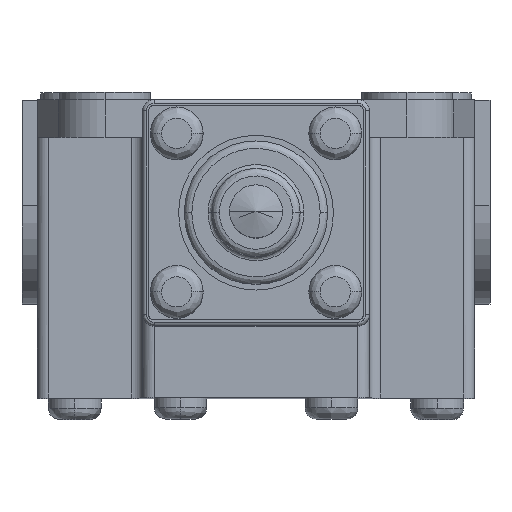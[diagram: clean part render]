
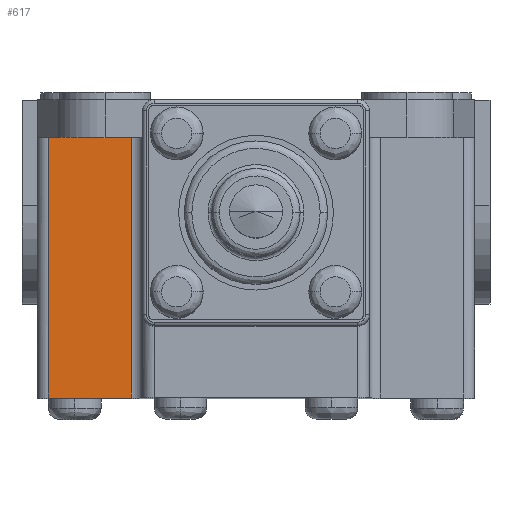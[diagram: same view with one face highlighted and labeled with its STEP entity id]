
A CAD part, top view. The second image highlights one B-rep face of the part: STEP entity #617.
In plain terms, the highlighted planar face has unit normal (0, 0, 1).
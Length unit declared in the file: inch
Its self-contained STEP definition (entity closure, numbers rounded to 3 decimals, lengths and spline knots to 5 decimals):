
#36 = DIRECTION ( 'NONE',  ( 0., 1., 0. ) ) ;
#267 = FACE_OUTER_BOUND ( 'NONE', #2732, .T. ) ;
#617 = ADVANCED_FACE ( 'NONE', ( #267 ), #5319, .F. ) ;
#1239 = CARTESIAN_POINT ( 'NONE',  ( -1.08268, -0.23622, -0.23622 ) ) ;
#1936 = VECTOR ( 'NONE', #36, 39.37008 ) ;
#2017 = CARTESIAN_POINT ( 'NONE',  ( -1.08268, -0.91535, -0.23622 ) ) ;
#2732 = EDGE_LOOP ( 'NONE', ( #7762, #3293, #8554, #7171 ) ) ;
#2997 = CARTESIAN_POINT ( 'NONE',  ( -0.64961, -1.59449, -0.23622 ) ) ;
#3016 = LINE ( 'NONE', #8926, #9595 ) ;
#3293 = ORIENTED_EDGE ( 'NONE', *, *, #9308, .F. ) ;
#3805 = DIRECTION ( 'NONE',  ( 0., -1., 0. ) ) ;
#4038 = VERTEX_POINT ( 'NONE', #2997 ) ;
#4662 = CARTESIAN_POINT ( 'NONE',  ( -0.86487, -0.23622, -0.23622 ) ) ;
#4721 = EDGE_CURVE ( 'NONE', #7614, #5546, #10316, .T. ) ;
#5319 = PLANE ( 'NONE',  #5931 ) ;
#5546 = VERTEX_POINT ( 'NONE', #8914 ) ;
#5931 = AXIS2_PLACEMENT_3D ( 'NONE', #2017, #7025, #8832 ) ;
#7025 = DIRECTION ( 'NONE',  ( 0., 0., -1. ) ) ;
#7171 = ORIENTED_EDGE ( 'NONE', *, *, #4721, .F. ) ;
#7272 = EDGE_CURVE ( 'NONE', #7502, #7614, #10471, .T. ) ;
#7350 = CARTESIAN_POINT ( 'NONE',  ( 0., -1.59449, -0.23622 ) ) ;
#7389 = DIRECTION ( 'NONE',  ( -1., 0., 0. ) ) ;
#7393 = CARTESIAN_POINT ( 'NONE',  ( -1.08268, -1.59449, -0.23622 ) ) ;
#7502 = VERTEX_POINT ( 'NONE', #7393 ) ;
#7587 = LINE ( 'NONE', #7350, #9329 ) ;
#7614 = VERTEX_POINT ( 'NONE', #1239 ) ;
#7762 = ORIENTED_EDGE ( 'NONE', *, *, #7272, .F. ) ;
#8554 = ORIENTED_EDGE ( 'NONE', *, *, #9839, .F. ) ;
#8832 = DIRECTION ( 'NONE',  ( 0., 1., 0. ) ) ;
#8914 = CARTESIAN_POINT ( 'NONE',  ( -0.64961, -0.23622, -0.23622 ) ) ;
#8926 = CARTESIAN_POINT ( 'NONE',  ( -0.64961, -0.91535, -0.23622 ) ) ;
#9308 = EDGE_CURVE ( 'NONE', #4038, #7502, #7587, .T. ) ;
#9329 = VECTOR ( 'NONE', #7389, 39.37008 ) ;
#9595 = VECTOR ( 'NONE', #3805, 39.37008 ) ;
#9839 = EDGE_CURVE ( 'NONE', #5546, #4038, #3016, .T. ) ;
#10286 = CARTESIAN_POINT ( 'NONE',  ( -1.08268, -0.62992, -0.23622 ) ) ;
#10316 = LINE ( 'NONE', #4662, #10996 ) ;
#10471 = LINE ( 'NONE', #10286, #1936 ) ;
#10573 = DIRECTION ( 'NONE',  ( 1., 0., 0. ) ) ;
#10996 = VECTOR ( 'NONE', #10573, 39.37008 ) ;
